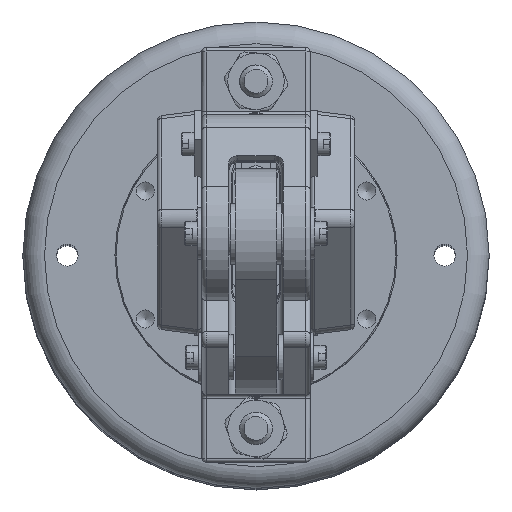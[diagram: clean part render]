
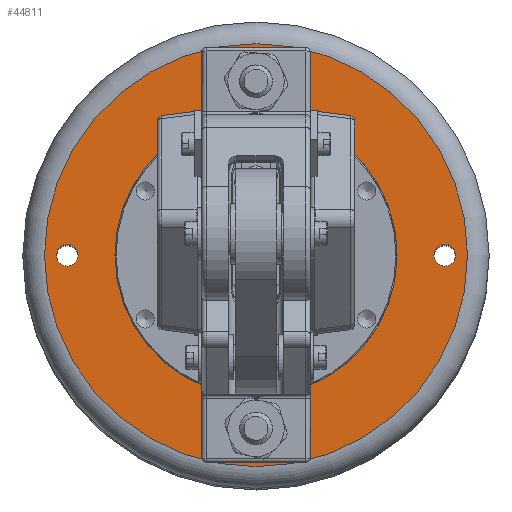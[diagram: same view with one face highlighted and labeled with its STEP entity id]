
A CAD part, top view. The second image highlights one B-rep face of the part: STEP entity #44811.
In plain terms, the highlighted planar face has unit normal (0, 0, 1).
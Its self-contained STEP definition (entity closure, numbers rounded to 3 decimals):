
#140 = CIRCLE ( 'NONE', #9818, 5. ) ;
#251 = AXIS2_PLACEMENT_3D ( 'NONE', #19049, #17566, #9245 ) ;
#320 = VERTEX_POINT ( 'NONE', #43299 ) ;
#389 = CARTESIAN_POINT ( 'NONE',  ( -97.5, 0., 471. ) ) ;
#980 = CIRCLE ( 'NONE', #53426, 10. ) ;
#2106 = DIRECTION ( 'NONE',  ( -1., 0., 0. ) ) ;
#2878 = EDGE_LOOP ( 'NONE', ( #57974 ) ) ;
#3456 = ORIENTED_EDGE ( 'NONE', *, *, #43295, .T. ) ;
#5675 = EDGE_LOOP ( 'NONE', ( #3456 ) ) ;
#7507 = DIRECTION ( 'NONE',  ( -1., 0., 0. ) ) ;
#7532 = EDGE_CURVE ( 'NONE', #61510, #61510, #980, .T. ) ;
#7704 = DIRECTION ( 'NONE',  ( 0., 0., -1. ) ) ;
#8840 = ORIENTED_EDGE ( 'NONE', *, *, #7532, .T. ) ;
#9245 = DIRECTION ( 'NONE',  ( -1., 0., 0. ) ) ;
#9364 = CARTESIAN_POINT ( 'NONE',  ( -65., 0., 471. ) ) ;
#9413 = AXIS2_PLACEMENT_3D ( 'NONE', #26835, #7704, #7507 ) ;
#9563 = EDGE_CURVE ( 'NONE', #320, #320, #140, .T. ) ;
#9818 = AXIS2_PLACEMENT_3D ( 'NONE', #36701, #37136, #56622 ) ;
#10161 = VERTEX_POINT ( 'NONE', #19300 ) ;
#10789 = FACE_BOUND ( 'NONE', #5675, .T. ) ;
#12952 = DIRECTION ( 'NONE',  ( -1., 0., 0. ) ) ;
#13351 = VERTEX_POINT ( 'NONE', #389 ) ;
#15136 = CIRCLE ( 'NONE', #25767, 97.5 ) ;
#15870 = EDGE_CURVE ( 'NONE', #13351, #13351, #15136, .T. ) ;
#17566 = DIRECTION ( 'NONE',  ( 0., 0., -1. ) ) ;
#17835 = CARTESIAN_POINT ( 'NONE',  ( 0., 80., 471. ) ) ;
#19049 = CARTESIAN_POINT ( 'NONE',  ( 0., 0., 471. ) ) ;
#19300 = CARTESIAN_POINT ( 'NONE',  ( -10., 80., 471. ) ) ;
#19812 = EDGE_CURVE ( 'NONE', #23279, #23279, #36880, .T. ) ;
#20236 = DIRECTION ( 'NONE',  ( 0., 0., -1. ) ) ;
#21521 = FACE_BOUND ( 'NONE', #40016, .T. ) ;
#23279 = VERTEX_POINT ( 'NONE', #9364 ) ;
#23285 = EDGE_LOOP ( 'NONE', ( #30392 ) ) ;
#23356 = DIRECTION ( 'NONE',  ( -1., 0., 0. ) ) ;
#23618 = CARTESIAN_POINT ( 'NONE',  ( -10., -80., 471. ) ) ;
#25767 = AXIS2_PLACEMENT_3D ( 'NONE', #49671, #29339, #53971 ) ;
#26810 = FACE_BOUND ( 'NONE', #2878, .T. ) ;
#26835 = CARTESIAN_POINT ( 'NONE',  ( 0., 0., 471. ) ) ;
#27898 = CIRCLE ( 'NONE', #45039, 10. ) ;
#29061 = ORIENTED_EDGE ( 'NONE', *, *, #15870, .T. ) ;
#29339 = DIRECTION ( 'NONE',  ( 0., 0., 1. ) ) ;
#30392 = ORIENTED_EDGE ( 'NONE', *, *, #19812, .T. ) ;
#31831 = ORIENTED_EDGE ( 'NONE', *, *, #50420, .T. ) ;
#31832 = CIRCLE ( 'NONE', #39535, 5. ) ;
#32129 = CARTESIAN_POINT ( 'NONE',  ( 82., 0., 471. ) ) ;
#34496 = FACE_OUTER_BOUND ( 'NONE', #59306, .T. ) ;
#36510 = PLANE ( 'NONE',  #9413 ) ;
#36701 = CARTESIAN_POINT ( 'NONE',  ( -87., 0., 471. ) ) ;
#36880 = CIRCLE ( 'NONE', #251, 65. ) ;
#37136 = DIRECTION ( 'NONE',  ( 0., 0., -1. ) ) ;
#37902 = DIRECTION ( 'NONE',  ( 0., 0., -1. ) ) ;
#38358 = CARTESIAN_POINT ( 'NONE',  ( 0., -80., 471. ) ) ;
#39535 = AXIS2_PLACEMENT_3D ( 'NONE', #55286, #20236, #2106 ) ;
#39686 = EDGE_LOOP ( 'NONE', ( #31831 ) ) ;
#39824 = FACE_BOUND ( 'NONE', #23285, .T. ) ;
#40016 = EDGE_LOOP ( 'NONE', ( #8840 ) ) ;
#43295 = EDGE_CURVE ( 'NONE', #50736, #50736, #31832, .T. ) ;
#43299 = CARTESIAN_POINT ( 'NONE',  ( -92., 0., 471. ) ) ;
#44811 = ADVANCED_FACE ( 'NONE', ( #34496, #39824, #52858, #26810, #21521, #10789 ), #36510, .F. ) ;
#45039 = AXIS2_PLACEMENT_3D ( 'NONE', #17835, #37902, #23356 ) ;
#49671 = CARTESIAN_POINT ( 'NONE',  ( 0., 0., 471. ) ) ;
#50420 = EDGE_CURVE ( 'NONE', #10161, #10161, #27898, .T. ) ;
#50736 = VERTEX_POINT ( 'NONE', #32129 ) ;
#52088 = DIRECTION ( 'NONE',  ( 0., 0., -1. ) ) ;
#52858 = FACE_BOUND ( 'NONE', #39686, .T. ) ;
#53426 = AXIS2_PLACEMENT_3D ( 'NONE', #38358, #52088, #12952 ) ;
#53971 = DIRECTION ( 'NONE',  ( -1., 0., 0. ) ) ;
#55286 = CARTESIAN_POINT ( 'NONE',  ( 87., 0., 471. ) ) ;
#56622 = DIRECTION ( 'NONE',  ( -1., 0., 0. ) ) ;
#57974 = ORIENTED_EDGE ( 'NONE', *, *, #9563, .T. ) ;
#59306 = EDGE_LOOP ( 'NONE', ( #29061 ) ) ;
#61510 = VERTEX_POINT ( 'NONE', #23618 ) ;
